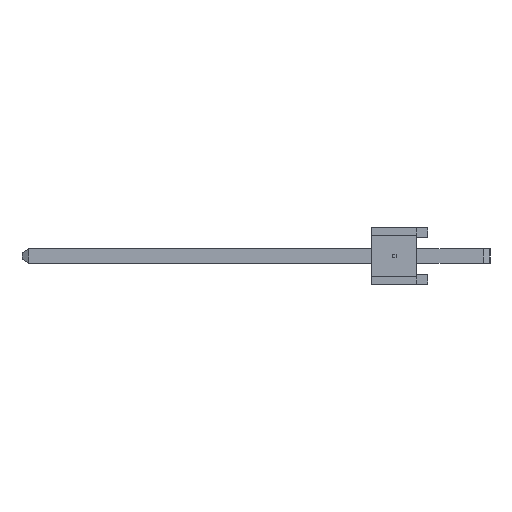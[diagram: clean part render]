
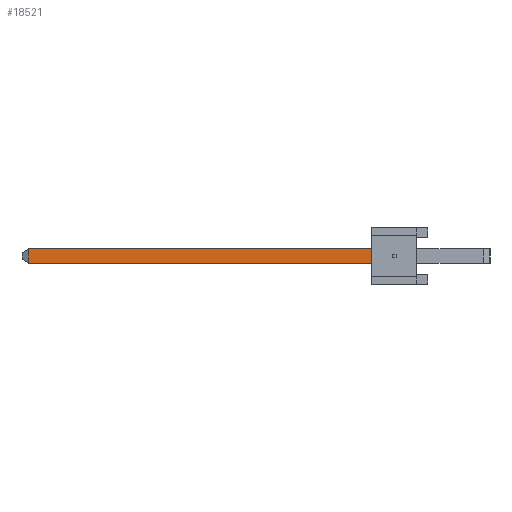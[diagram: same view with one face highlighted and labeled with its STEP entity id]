
A CAD part, left-side view. The second image highlights one B-rep face of the part: STEP entity #18521.
In plain terms, the highlighted planar face has unit normal (-1, 0, 0).
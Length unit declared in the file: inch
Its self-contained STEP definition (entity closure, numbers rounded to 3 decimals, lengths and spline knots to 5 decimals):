
#4203=ORIENTED_EDGE('',*,*,#7433,.T.);
#4204=ORIENTED_EDGE('',*,*,#7434,.T.);
#4205=ORIENTED_EDGE('',*,*,#7435,.F.);
#4206=ORIENTED_EDGE('',*,*,#7436,.F.);
#7433=EDGE_CURVE('',#9213,#9214,#11627,.T.);
#7434=EDGE_CURVE('',#9214,#9215,#11628,.T.);
#7435=EDGE_CURVE('',#9216,#9215,#11629,.T.);
#7436=EDGE_CURVE('',#9213,#9216,#11630,.T.);
#9213=VERTEX_POINT('',#28859);
#9214=VERTEX_POINT('',#28860);
#9215=VERTEX_POINT('',#28862);
#9216=VERTEX_POINT('',#28864);
#11627=LINE('',#28858,#14205);
#11628=LINE('',#28861,#14206);
#11629=LINE('',#28863,#14207);
#11630=LINE('',#28865,#14208);
#14205=VECTOR('',#23616,39.37008);
#14206=VECTOR('',#23617,39.37008);
#14207=VECTOR('',#23618,39.37008);
#14208=VECTOR('',#23619,39.37008);
#15379=EDGE_LOOP('',(#4203,#4204,#4205,#4206));
#16467=FACE_BOUND('',#15379,.T.);
#17514=PLANE('',#19555);
#18521=ADVANCED_FACE('',(#16467),#17514,.F.);
#19555=AXIS2_PLACEMENT_3D('',#28857,#23614,#23615);
#23614=DIRECTION('',(1.,0.,0.));
#23615=DIRECTION('',(0.,0.,-1.));
#23616=DIRECTION('',(0.,0.,-1.));
#23617=DIRECTION('',(0.,-1.,0.));
#23618=DIRECTION('',(0.,0.,-1.));
#23619=DIRECTION('',(0.,-1.,0.));
#28857=CARTESIAN_POINT('',(-0.9625,0.83,0.0125));
#28858=CARTESIAN_POINT('',(-0.9625,0.818,0.1));
#28859=CARTESIAN_POINT('',(-0.9625,0.818,0.0125));
#28860=CARTESIAN_POINT('',(-0.9625,0.818,-0.0125));
#28861=CARTESIAN_POINT('',(-0.9625,0.83,-0.0125));
#28862=CARTESIAN_POINT('',(-0.9625,0.165,-0.0125));
#28863=CARTESIAN_POINT('',(-0.9625,0.165,0.0125));
#28864=CARTESIAN_POINT('',(-0.9625,0.165,0.0125));
#28865=CARTESIAN_POINT('',(-0.9625,0.83,0.0125));
